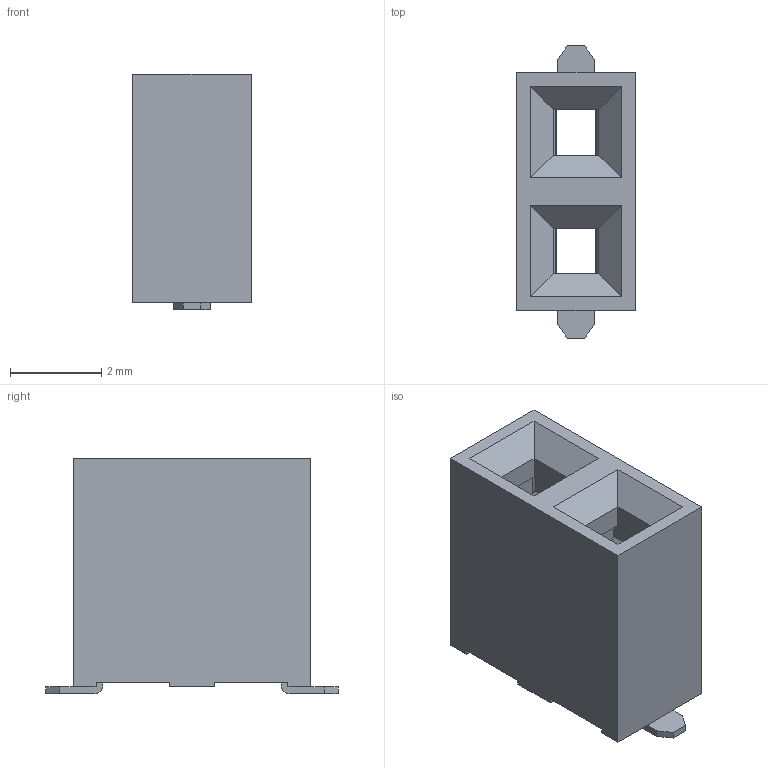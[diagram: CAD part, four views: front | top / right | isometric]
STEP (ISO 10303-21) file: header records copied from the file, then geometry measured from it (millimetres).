
FILE_DESCRIPTION (( 'STEP AP214' ), '1' );
FILE_NAME ('Fe-Header2X1.STEP', '2017-06-20T00:45:07', ( 'Charjie' ), ( 'Microsoft' ), 'SwSTEP 2.0', 'SolidWorks 2014', '' );
FILE_SCHEMA (( 'AUTOMOTIVE_DESIGN' ));
Length unit declared in the file: millimetre
Products named in the file (4): HDR2.54_2x1P_M; Fe-Header2X1; Free-Models
Assembly tree (3 placements, depth 4):
  Fe-Header2X1
    Free-Models
      HDR2.54_2x1P_M
        HDR2.54_2x1P_M
Bounding box: 2.6 x 6.4 x 5.15 mm (x, y, z)
Volume: 49.6 mm3; surface area: 169.8 mm2
Topology: 1 solids, 1 shells, 114 faces, 316 edges, 204 vertices
Faces by surface type: plane 94, cylinder 20
Entity records: 4952 total; most frequent: CARTESIAN_POINT 666, ORIENTED_EDGE 632, DIRECTION 584, EDGE_CURVE 316, LINE 276, VECTOR 276, VERTEX_POINT 204, AXIS2_PLACEMENT_3D 154
